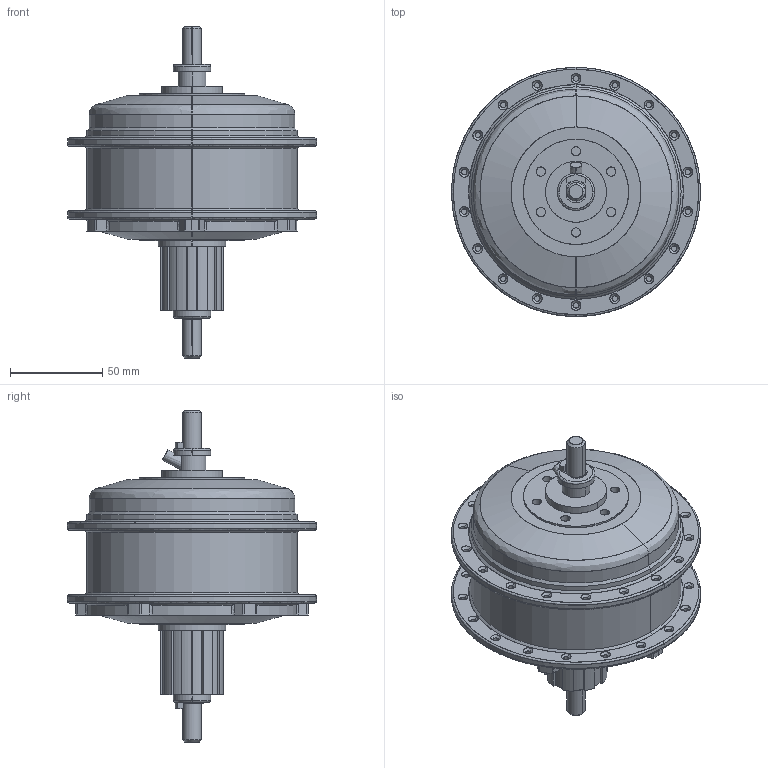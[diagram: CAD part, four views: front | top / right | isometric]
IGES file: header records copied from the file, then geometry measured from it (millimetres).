
Start section: SolidWorks IGES file using analytic representation for surfaces
Global section: file name: MG310.IGS; native system: SolidWorks 2014; preprocessor: SolidWorks 2014; author: grin; date: 181228.011517; units: millimetre
Bounding box: 135 x 135 x 180 mm (x, y, z)
Surface area: 71480.1 mm2 (no closed solid volume)
Topology: 0 solids, 0 shells, 454 faces, 7048 edges, 7047 vertices
Faces by surface type: revolution 356, bspline 98
